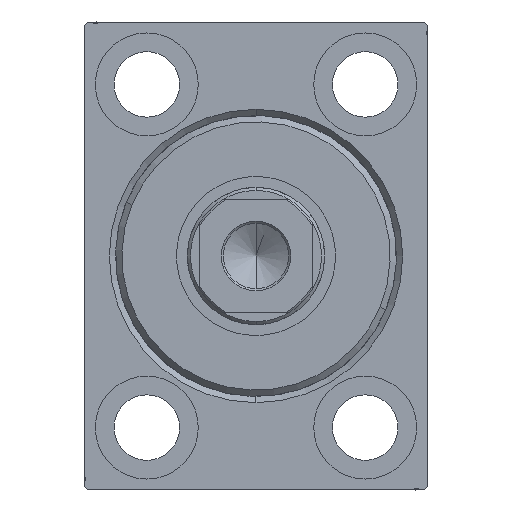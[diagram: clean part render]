
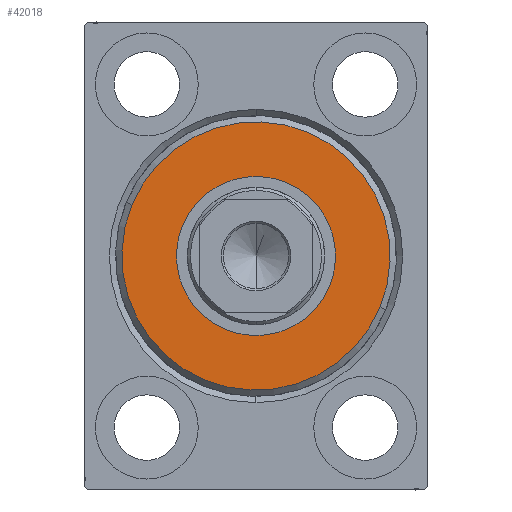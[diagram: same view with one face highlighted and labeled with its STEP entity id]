
A CAD part, left-side view. The second image highlights one B-rep face of the part: STEP entity #42018.
In plain terms, the highlighted face is planar.
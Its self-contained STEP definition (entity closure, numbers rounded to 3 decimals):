
#192 = DIRECTION ( 'NONE',  ( -1., 0., 0. ) ) ;
#287 = AXIS2_PLACEMENT_3D ( 'NONE', #38337, #35440, #12193 ) ;
#1790 = CARTESIAN_POINT ( 'NONE',  ( 3., 0., -21.5 ) ) ;
#2725 = VERTEX_POINT ( 'NONE', #40199 ) ;
#3420 = VERTEX_POINT ( 'NONE', #1790 ) ;
#3902 = EDGE_LOOP ( 'NONE', ( #33238, #33797 ) ) ;
#4203 = AXIS2_PLACEMENT_3D ( 'NONE', #28477, #21390, #31780 ) ;
#5950 = CARTESIAN_POINT ( 'NONE',  ( 3., 0., -12.75 ) ) ;
#7420 = EDGE_CURVE ( 'NONE', #3420, #29683, #36184, .T. ) ;
#8423 = PLANE ( 'NONE',  #287 ) ;
#11460 = EDGE_CURVE ( 'NONE', #36834, #2725, #27765, .T. ) ;
#11530 = CARTESIAN_POINT ( 'NONE',  ( 3., 0., 0. ) ) ;
#11963 = DIRECTION ( 'NONE',  ( 1., 0., 0. ) ) ;
#12193 = DIRECTION ( 'NONE',  ( 0., 0., -1. ) ) ;
#12838 = DIRECTION ( 'NONE',  ( 1., 0., 0. ) ) ;
#13704 = DIRECTION ( 'NONE',  ( 0., 0., -1. ) ) ;
#18447 = ORIENTED_EDGE ( 'NONE', *, *, #23649, .T. ) ;
#19073 = CIRCLE ( 'NONE', #4203, 12.75 ) ;
#19420 = CARTESIAN_POINT ( 'NONE',  ( 3., 0., 21.5 ) ) ;
#20690 = ORIENTED_EDGE ( 'NONE', *, *, #7420, .T. ) ;
#21152 = CIRCLE ( 'NONE', #43766, 21.5 ) ;
#21390 = DIRECTION ( 'NONE',  ( -1., 0., 0. ) ) ;
#22008 = AXIS2_PLACEMENT_3D ( 'NONE', #29440, #12838, #39862 ) ;
#23649 = EDGE_CURVE ( 'NONE', #29683, #3420, #21152, .T. ) ;
#24208 = EDGE_CURVE ( 'NONE', #2725, #36834, #19073, .T. ) ;
#26345 = AXIS2_PLACEMENT_3D ( 'NONE', #30522, #192, #13704 ) ;
#27765 = CIRCLE ( 'NONE', #26345, 12.75 ) ;
#28477 = CARTESIAN_POINT ( 'NONE',  ( 3., 0., 0. ) ) ;
#28588 = FACE_BOUND ( 'NONE', #3902, .T. ) ;
#29440 = CARTESIAN_POINT ( 'NONE',  ( 3., 0., 0. ) ) ;
#29683 = VERTEX_POINT ( 'NONE', #19420 ) ;
#30522 = CARTESIAN_POINT ( 'NONE',  ( 3., 0., 0. ) ) ;
#31780 = DIRECTION ( 'NONE',  ( 0., 0., -1. ) ) ;
#32328 = FACE_OUTER_BOUND ( 'NONE', #43750, .T. ) ;
#33238 = ORIENTED_EDGE ( 'NONE', *, *, #24208, .T. ) ;
#33797 = ORIENTED_EDGE ( 'NONE', *, *, #11460, .T. ) ;
#35440 = DIRECTION ( 'NONE',  ( 1., 0., 0. ) ) ;
#36184 = CIRCLE ( 'NONE', #22008, 21.5 ) ;
#36834 = VERTEX_POINT ( 'NONE', #5950 ) ;
#38337 = CARTESIAN_POINT ( 'NONE',  ( 3., 0., 0. ) ) ;
#39207 = DIRECTION ( 'NONE',  ( 0., 0., -1. ) ) ;
#39862 = DIRECTION ( 'NONE',  ( 0., 0., -1. ) ) ;
#40199 = CARTESIAN_POINT ( 'NONE',  ( 3., 0., 12.75 ) ) ;
#42018 = ADVANCED_FACE ( 'NONE', ( #32328, #28588 ), #8423, .T. ) ;
#43750 = EDGE_LOOP ( 'NONE', ( #18447, #20690 ) ) ;
#43766 = AXIS2_PLACEMENT_3D ( 'NONE', #11530, #11963, #39207 ) ;
